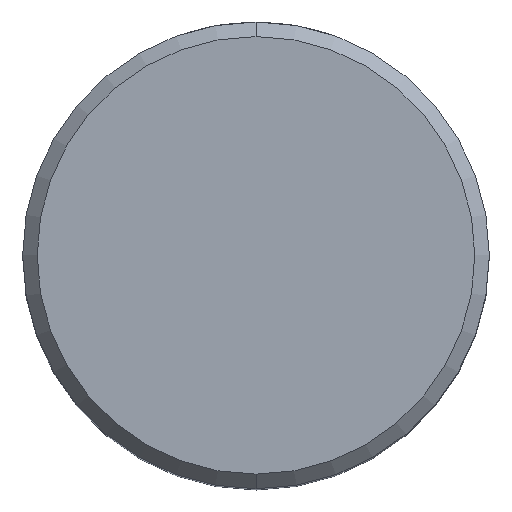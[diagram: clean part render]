
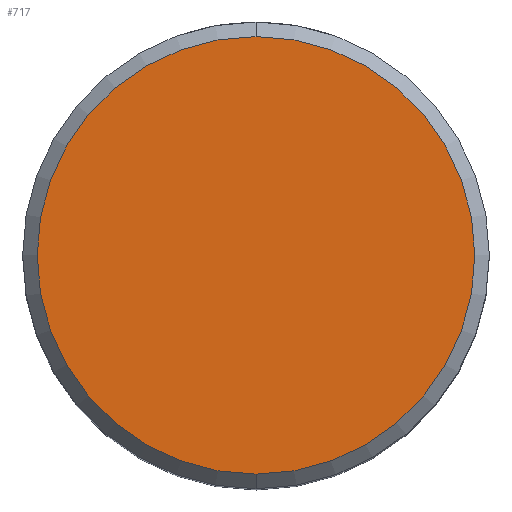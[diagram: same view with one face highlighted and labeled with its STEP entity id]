
A CAD part, top view. The second image highlights one B-rep face of the part: STEP entity #717.
In plain terms, the highlighted planar face has unit normal (0, 0, 1).
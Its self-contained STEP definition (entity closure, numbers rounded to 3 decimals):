
#339=VERTEX_POINT('',#951);
#621=EDGE_CURVE('',#659,#339,#1257,.T.);
#659=VERTEX_POINT('',#1299);
#717=ADVANCED_FACE('',(#1361),#1362,.T.);
#891=EDGE_CURVE('',#339,#659,#1554,.T.);
#951=CARTESIAN_POINT('',(0.,-15.0,0.0));
#1257=CIRCLE('',#4490,15.0);
#1299=CARTESIAN_POINT('',(0.0,15.0,0.0));
#1361=FACE_OUTER_BOUND('',#6580,.T.);
#1362=PLANE('',#6581);
#1554=CIRCLE('',#10252,15.0);
#4490=AXIS2_PLACEMENT_3D('',#10627,#10628,#10629);
#6580=EDGE_LOOP('',(#10742,#10743));
#6581=AXIS2_PLACEMENT_3D('',#10744,#10745,#10746);
#10252=AXIS2_PLACEMENT_3D('',#10964,#10965,#10966);
#10627=CARTESIAN_POINT('',(0.0,0.0,0.0));
#10628=DIRECTION('',(0.0,0.0,-1.0));
#10629=DIRECTION('',(0.0,1.0,0.0));
#10742=ORIENTED_EDGE('',*,*,#621,.F.);
#10743=ORIENTED_EDGE('',*,*,#891,.F.);
#10744=CARTESIAN_POINT('',(0.0,7.5,0.0));
#10745=DIRECTION('',(-0.0,0.0,1.0));
#10746=DIRECTION('',(0.0,-1.0,0.0));
#10964=CARTESIAN_POINT('',(0.0,0.0,0.0));
#10965=DIRECTION('',(0.0,0.0,-1.0));
#10966=DIRECTION('',(0.0,1.0,0.0));
